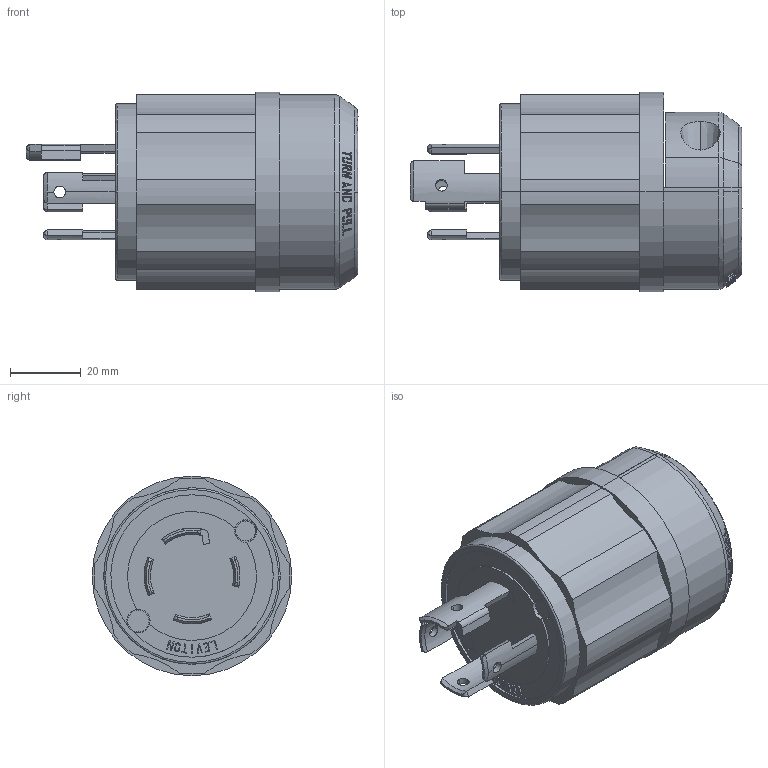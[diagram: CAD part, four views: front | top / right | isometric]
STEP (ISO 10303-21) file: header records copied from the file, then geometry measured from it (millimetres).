
FILE_DESCRIPTION (( 'STEP AP214' ), '1' );
FILE_NAME ('CATSTD-02771-000-M01.STEP', '2020-02-19T20:09:03', ( '' ), ( '' ), 'SwSTEP 2.0', 'SolidWorks 2017', '' );
FILE_SCHEMA (( 'AUTOMOTIVE_DESIGN' ));
Length unit declared in the file: inch
Products named in the file (1): CATSTD-02771-000-M01
Bounding box: 94.08 x 56.52 x 56.52 mm (x, y, z)
Surface area: 20734.8 mm2 (no closed solid volume)
Topology: 0 solids, 18 shells, 646 faces, 2431 edges, 1778 vertices
Faces by surface type: plane 446, cylinder 147, cone 34, bspline 19
Entity records: 35804 total; most frequent: CARTESIAN_POINT 8120, ORIENTED_EDGE 3901, DIRECTION 3605, EDGE_CURVE 2431, VERTEX_POINT 1778, LINE 1451, VECTOR 1451, AXIS2_PLACEMENT_3D 1077
